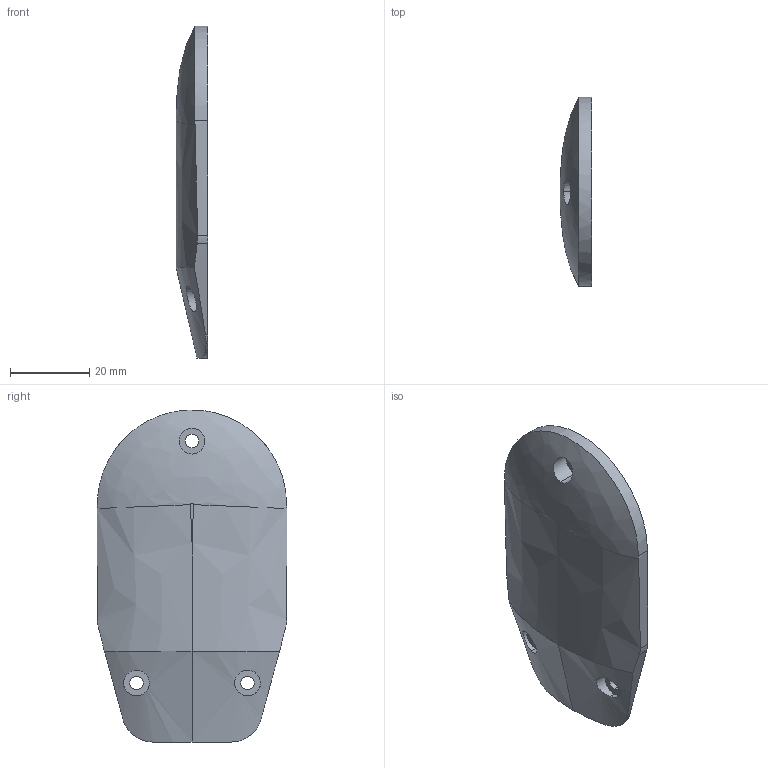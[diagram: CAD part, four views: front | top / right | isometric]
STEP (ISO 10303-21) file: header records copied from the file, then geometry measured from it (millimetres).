
FILE_DESCRIPTION (( 'STEP AP214' ), '1' );
FILE_NAME ('Upper_arm.STEP', '2025-05-27T14:01:19', ( '' ), ( '' ), 'SwSTEP 2.0', 'SolidWorks 2025', '' );
FILE_SCHEMA (( 'AUTOMOTIVE_DESIGN' ));
Length unit declared in the file: millimetre
Products named in the file (1): Upper_arm_part3
Bounding box: 8 x 47.85 x 83.7 mm (x, y, z)
Volume: 15772.2 mm3; surface area: 8633.6 mm2
Topology: 1 solids, 1 shells, 52 faces, 134 edges, 89 vertices
Faces by surface type: plane 25, cylinder 22, bspline 5
Entity records: 2126 total; most frequent: CARTESIAN_POINT 862, ORIENTED_EDGE 268, DIRECTION 234, EDGE_CURVE 134, VERTEX_POINT 89, AXIS2_PLACEMENT_3D 81, LINE 72, VECTOR 72
